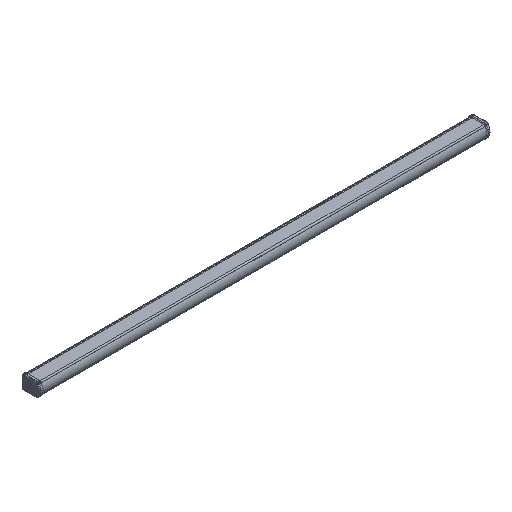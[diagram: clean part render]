
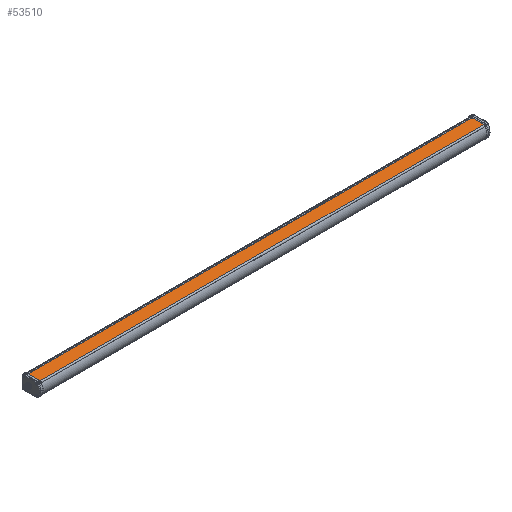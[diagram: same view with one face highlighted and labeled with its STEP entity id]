
A CAD part, isometric view. The second image highlights one B-rep face of the part: STEP entity #53510.
In plain terms, the highlighted planar face has unit normal (0, 0, 1).
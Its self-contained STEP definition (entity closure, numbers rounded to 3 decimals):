
#19163=DIRECTION('',(0.,-1.,0.));
#19164=VECTOR('',#19163,29.273);
#19165=CARTESIAN_POINT('',(574.,-6.581,16.));
#19166=LINE('',#19165,#19164);
#19361=DIRECTION('',(0.,-1.,0.));
#19362=VECTOR('',#19361,1.146);
#19363=CARTESIAN_POINT('',(574.,-35.854,16.));
#19364=LINE('',#19363,#19362);
#19365=DIRECTION('',(1.,0.,0.));
#19366=VECTOR('',#19365,1148.);
#19367=CARTESIAN_POINT('',(-574.,-37.,16.));
#19368=LINE('',#19367,#19366);
#19369=DIRECTION('',(0.,-1.,0.));
#19370=VECTOR('',#19369,1.146);
#19371=CARTESIAN_POINT('',(-574.,-35.854,16.));
#19372=LINE('',#19371,#19370);
#19373=DIRECTION('',(-1.,0.,0.));
#19374=VECTOR('',#19373,1148.);
#19375=CARTESIAN_POINT('',(574.,-6.581,16.));
#19376=LINE('',#19375,#19374);
#40966=DIRECTION('',(0.,-1.,0.));
#40967=VECTOR('',#40966,29.273);
#40968=CARTESIAN_POINT('',(-574.,-6.581,16.));
#40969=LINE('',#40968,#40967);
#41534=CARTESIAN_POINT('',(-574.,-6.581,16.));
#41536=VERTEX_POINT('',#41534);
#41540=CARTESIAN_POINT('',(574.,-6.581,16.));
#41541=VERTEX_POINT('',#41540);
#42051=CARTESIAN_POINT('',(-574.,-35.854,16.));
#42053=VERTEX_POINT('',#42051);
#42077=CARTESIAN_POINT('',(-574.,-37.,16.));
#42078=VERTEX_POINT('',#42077);
#43023=CARTESIAN_POINT('',(574.,-35.854,16.));
#43025=VERTEX_POINT('',#43023);
#43053=CARTESIAN_POINT('',(574.,-37.,16.));
#43054=VERTEX_POINT('',#43053);
#53493=CARTESIAN_POINT('',(-574.,-6.414,16.));
#53494=DIRECTION('',(0.,0.,1.));
#53495=DIRECTION('',(0.,-1.,0.));
#53496=AXIS2_PLACEMENT_3D('',#53493,#53494,#53495);
#53497=PLANE('',#53496);
#53498=ORIENTED_EDGE('',*,*,#53470,.T.);
#53500=ORIENTED_EDGE('',*,*,#53499,.F.);
#53502=ORIENTED_EDGE('',*,*,#53501,.F.);
#53504=ORIENTED_EDGE('',*,*,#53503,.F.);
#53506=ORIENTED_EDGE('',*,*,#53505,.F.);
#53507=ORIENTED_EDGE('',*,*,#53289,.T.);
#53508=EDGE_LOOP('',(#53498,#53500,#53502,#53504,#53506,#53507));
#53509=FACE_OUTER_BOUND('',#53508,.F.);
#53510=ADVANCED_FACE('',(#53509),#53497,.T.);
#53289=EDGE_CURVE('',#41541,#43025,#19166,.T.);
#53470=EDGE_CURVE('',#43025,#43054,#19364,.T.);
#53499=EDGE_CURVE('',#42078,#43054,#19368,.T.);
#53501=EDGE_CURVE('',#42053,#42078,#19372,.T.);
#53503=EDGE_CURVE('',#41536,#42053,#40969,.T.);
#53505=EDGE_CURVE('',#41541,#41536,#19376,.T.);
